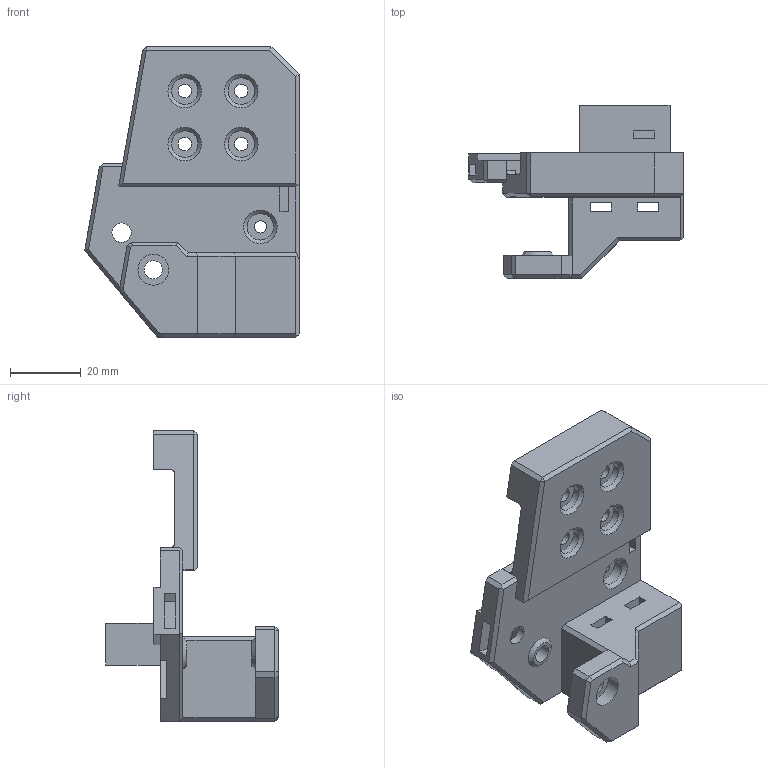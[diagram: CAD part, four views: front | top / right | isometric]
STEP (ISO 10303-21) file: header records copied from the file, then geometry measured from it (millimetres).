
FILE_DESCRIPTION(/* description */ (''),/* implementation_level */ '2;1');
FILE_NAME(/* name */ 'Right XY Top.step',/* time_stamp */ '2022-10-31T20:43:24-05:00',/* author */ (''),/* organization */ (''),/* preprocessor_version */ 'ST-DEVELOPER v19',/* originating_system */ 'Autodesk Translation Framework v11.7.0.108',/* authorisation */ '');
FILE_SCHEMA (('AUTOMOTIVE_DESIGN { 1 0 10303 214 3 1 1 }'));
Length unit declared in the file: millimetre
Products named in the file (1): FusionComponent
Bounding box: 60.73 x 48.95 x 82.32 mm (x, y, z)
Volume: 42548.4 mm3; surface area: 18140.9 mm2
Topology: 1 solids, 1 shells, 197 faces, 534 edges, 348 vertices
Faces by surface type: plane 167, cylinder 22, cone 8
Full cylindrical faces by diameter (mm): 3.5 x5, 3.8 x4, 5.2 x2, 5.5 x2, 7.5 x5, 8.75 x1
Entity records: 6189 total; most frequent: CARTESIAN_POINT 1084, ORIENTED_EDGE 1068, DIRECTION 983, EDGE_CURVE 534, LINE 477, VECTOR 477, VERTEX_POINT 348, AXIS2_PLACEMENT_3D 253
